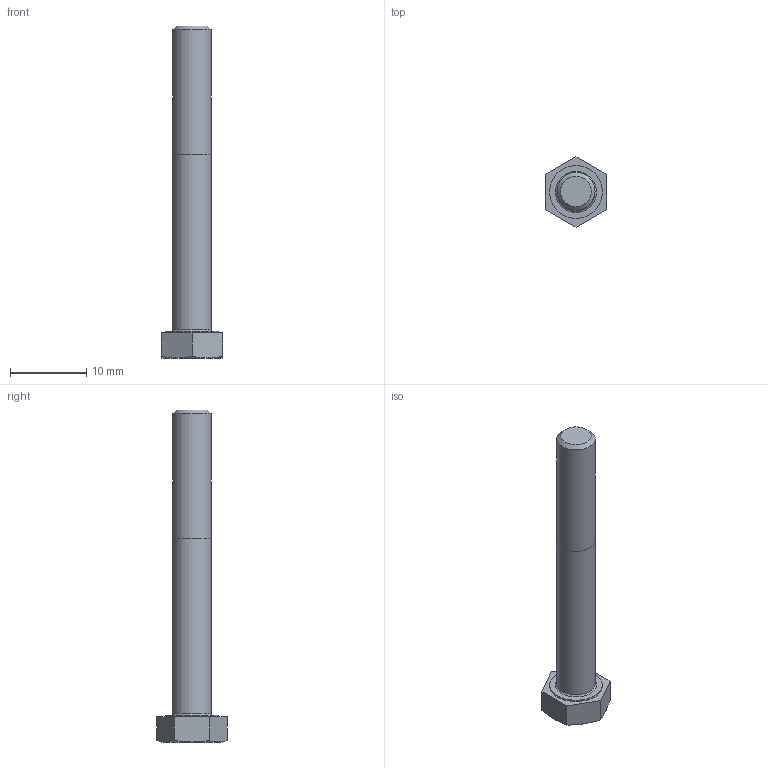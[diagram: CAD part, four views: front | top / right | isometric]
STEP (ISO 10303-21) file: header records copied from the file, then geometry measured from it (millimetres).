
FILE_DESCRIPTION(('FreeCAD Model'),'2;1');
FILE_NAME('M5x40_Hex_Bolt.step','2018-09-06T07:11:05',('Author'),(''), 'Open CASCADE STEP processor 6.8','FreeCAD','Unknown');
FILE_SCHEMA(('AUTOMOTIVE_DESIGN_CC2 { 1 2 10303 214 -1 1 5 4 }'));
Length unit declared in the file: millimetre
Products named in the file (2): ASSEMBLY; M5x40-Screw
Assembly tree (1 placements, depth 2):
  ASSEMBLY
    M5x40-Screw
Bounding box: 8 x 9.24 x 43.5 mm (x, y, z)
Volume: 973.8 mm3; surface area: 826.9 mm2
Topology: 1 solids, 1 shells, 22 faces, 44 edges, 26 vertices
Faces by surface type: plane 10, cone 8, cylinder 3, revolution 1
Full cylindrical faces by diameter (mm): 5 x2, 6.9 x1
Entity records: 1238 total; most frequent: CARTESIAN_POINT 315, DIRECTION 172, ORIENTED_EDGE 88, PCURVE 88, DEFINITIONAL_REPRESENTATION 88, LINE 58, VECTOR 58, AXIS2_PLACEMENT_3D 51
